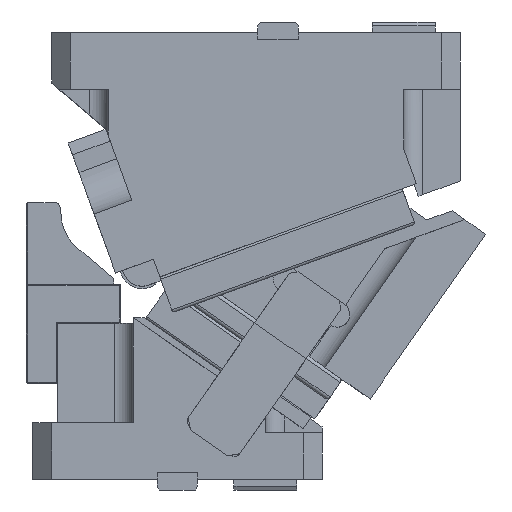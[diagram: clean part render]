
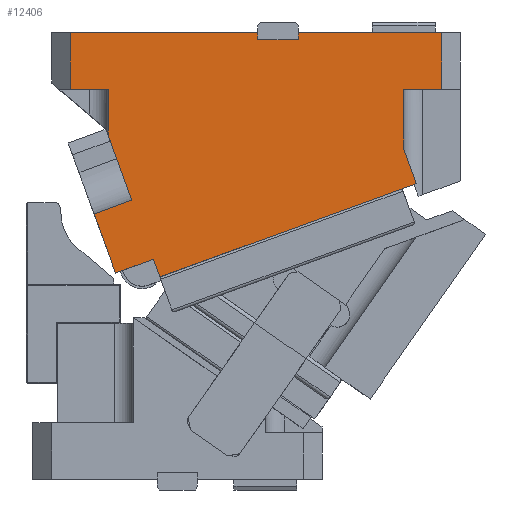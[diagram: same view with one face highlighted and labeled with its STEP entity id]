
A CAD part, front view. The second image highlights one B-rep face of the part: STEP entity #12406.
In plain terms, the highlighted planar face has unit normal (0, -1, 0).
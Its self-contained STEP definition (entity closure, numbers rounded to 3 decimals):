
#9947=CARTESIAN_POINT('Vertex',(78.828,-45.,221.905)) ;
#9950=CARTESIAN_POINT('Line Origine',(69.414,-45.,247.77)) ;
#9954=CARTESIAN_POINT('Vertex',(60.,-45.,273.636)) ;
#10788=CARTESIAN_POINT('Vertex',(295.,-45.,310.)) ;
#10791=CARTESIAN_POINT('Line Origine',(295.,-45.,286.222)) ;
#10795=CARTESIAN_POINT('Vertex',(295.,-45.,262.444)) ;
#11478=CARTESIAN_POINT('Vertex',(95.929,-45.,174.921)) ;
#11481=CARTESIAN_POINT('Line Origine',(80.895,-45.,169.448)) ;
#11485=CARTESIAN_POINT('Vertex',(65.86,-45.,163.976)) ;
#12270=CARTESIAN_POINT('Line Origine',(60.,-45.,291.818)) ;
#12274=CARTESIAN_POINT('Vertex',(60.,-45.,310.)) ;
#12289=CARTESIAN_POINT('Axis2P3D Location',(240.126,-45.,293.064)) ;
#12294=CARTESIAN_POINT('Line Origine',(268.,-45.,355.)) ;
#12298=CARTESIAN_POINT('Vertex',(211.,-45.,355.)) ;
#12300=CARTESIAN_POINT('Vertex',(325.,-45.,355.)) ;
#12303=CARTESIAN_POINT('Line Origine',(211.,-45.,352.25)) ;
#12307=CARTESIAN_POINT('Vertex',(211.,-45.,349.5)) ;
#12310=CARTESIAN_POINT('Line Origine',(195.,-45.,349.5)) ;
#12314=CARTESIAN_POINT('Vertex',(179.,-45.,349.5)) ;
#12317=CARTESIAN_POINT('Line Origine',(179.,-45.,352.25)) ;
#12321=CARTESIAN_POINT('Vertex',(179.,-45.,355.)) ;
#12324=CARTESIAN_POINT('Line Origine',(104.5,-45.,355.)) ;
#12328=CARTESIAN_POINT('Vertex',(30.,-45.,355.)) ;
#12331=CARTESIAN_POINT('Line Origine',(30.,-45.,332.5)) ;
#12335=CARTESIAN_POINT('Vertex',(30.,-45.,310.)) ;
#12338=CARTESIAN_POINT('Line Origine',(45.,-45.,310.)) ;
#12343=CARTESIAN_POINT('Line Origine',(63.794,-45.,216.433)) ;
#12347=CARTESIAN_POINT('Vertex',(48.759,-45.,210.961)) ;
#12350=CARTESIAN_POINT('Line Origine',(57.309,-45.,187.468)) ;
#12355=CARTESIAN_POINT('Line Origine',(98.495,-45.,167.873)) ;
#12359=CARTESIAN_POINT('Vertex',(101.06,-45.,160.825)) ;
#12362=CARTESIAN_POINT('Line Origine',(203.016,-45.,197.934)) ;
#12366=CARTESIAN_POINT('Vertex',(304.973,-45.,235.043)) ;
#12369=CARTESIAN_POINT('Line Origine',(299.987,-45.,248.744)) ;
#12374=CARTESIAN_POINT('Line Origine',(310.,-45.,310.)) ;
#12378=CARTESIAN_POINT('Vertex',(325.,-45.,310.)) ;
#12381=CARTESIAN_POINT('Line Origine',(325.,-45.,332.5)) ;
#9951=DIRECTION('Vector Direction',(0.342,0.,-0.94)) ;
#10792=DIRECTION('Vector Direction',(0.,0.,-1.)) ;
#11482=DIRECTION('Vector Direction',(0.94,0.,0.342)) ;
#12271=DIRECTION('Vector Direction',(0.,0.,1.)) ;
#12290=DIRECTION('Axis2P3D Direction',(0.,-1.,0.)) ;
#12291=DIRECTION('Axis2P3D XDirection',(1.,0.,0.)) ;
#12295=DIRECTION('Vector Direction',(1.,0.,0.)) ;
#12304=DIRECTION('Vector Direction',(0.,0.,1.)) ;
#12311=DIRECTION('Vector Direction',(-1.,0.,0.)) ;
#12318=DIRECTION('Vector Direction',(0.,0.,-1.)) ;
#12325=DIRECTION('Vector Direction',(1.,0.,0.)) ;
#12332=DIRECTION('Vector Direction',(0.,0.,-1.)) ;
#12339=DIRECTION('Vector Direction',(-1.,0.,0.)) ;
#12344=DIRECTION('Vector Direction',(0.94,0.,0.342)) ;
#12351=DIRECTION('Vector Direction',(0.342,0.,-0.94)) ;
#12356=DIRECTION('Vector Direction',(0.342,0.,-0.94)) ;
#12363=DIRECTION('Vector Direction',(-0.94,0.,-0.342)) ;
#12370=DIRECTION('Vector Direction',(0.342,0.,-0.94)) ;
#12375=DIRECTION('Vector Direction',(-1.,0.,0.)) ;
#12382=DIRECTION('Vector Direction',(0.,0.,1.)) ;
#12292=AXIS2_PLACEMENT_3D('Plane Axis2P3D',#12289,#12290,#12291) ;
#12387=ORIENTED_EDGE('',*,*,#12302,.F.) ;
#12388=ORIENTED_EDGE('',*,*,#12309,.F.) ;
#12389=ORIENTED_EDGE('',*,*,#12316,.T.) ;
#12390=ORIENTED_EDGE('',*,*,#12323,.F.) ;
#12391=ORIENTED_EDGE('',*,*,#12330,.F.) ;
#12392=ORIENTED_EDGE('',*,*,#12337,.F.) ;
#12393=ORIENTED_EDGE('',*,*,#12342,.F.) ;
#12394=ORIENTED_EDGE('',*,*,#12276,.F.) ;
#12395=ORIENTED_EDGE('',*,*,#9956,.F.) ;
#12396=ORIENTED_EDGE('',*,*,#12349,.F.) ;
#12397=ORIENTED_EDGE('',*,*,#12354,.T.) ;
#12398=ORIENTED_EDGE('',*,*,#11487,.F.) ;
#12399=ORIENTED_EDGE('',*,*,#12361,.F.) ;
#12400=ORIENTED_EDGE('',*,*,#12368,.F.) ;
#12401=ORIENTED_EDGE('',*,*,#12373,.F.) ;
#12402=ORIENTED_EDGE('',*,*,#10797,.F.) ;
#12403=ORIENTED_EDGE('',*,*,#12380,.F.) ;
#12404=ORIENTED_EDGE('',*,*,#12385,.F.) ;
#9952=VECTOR('Line Direction',#9951,1.) ;
#10793=VECTOR('Line Direction',#10792,1.) ;
#11483=VECTOR('Line Direction',#11482,1.) ;
#12272=VECTOR('Line Direction',#12271,1.) ;
#12296=VECTOR('Line Direction',#12295,1.) ;
#12305=VECTOR('Line Direction',#12304,1.) ;
#12312=VECTOR('Line Direction',#12311,1.) ;
#12319=VECTOR('Line Direction',#12318,1.) ;
#12326=VECTOR('Line Direction',#12325,1.) ;
#12333=VECTOR('Line Direction',#12332,1.) ;
#12340=VECTOR('Line Direction',#12339,1.) ;
#12345=VECTOR('Line Direction',#12344,1.) ;
#12352=VECTOR('Line Direction',#12351,1.) ;
#12357=VECTOR('Line Direction',#12356,1.) ;
#12364=VECTOR('Line Direction',#12363,1.) ;
#12371=VECTOR('Line Direction',#12370,1.) ;
#12376=VECTOR('Line Direction',#12375,1.) ;
#12383=VECTOR('Line Direction',#12382,1.) ;
#12406=ADVANCED_FACE('CAM HOLDER',(#12405),#12293,.T.) ;
#9956=EDGE_CURVE('',#9948,#9955,#9953,.F.) ;
#10797=EDGE_CURVE('',#10789,#10796,#10794,.T.) ;
#11487=EDGE_CURVE('',#11479,#11486,#11484,.F.) ;
#12276=EDGE_CURVE('',#9955,#12275,#12273,.T.) ;
#12302=EDGE_CURVE('',#12299,#12301,#12297,.T.) ;
#12309=EDGE_CURVE('',#12308,#12299,#12306,.T.) ;
#12316=EDGE_CURVE('',#12308,#12315,#12313,.T.) ;
#12323=EDGE_CURVE('',#12322,#12315,#12320,.T.) ;
#12330=EDGE_CURVE('',#12329,#12322,#12327,.T.) ;
#12337=EDGE_CURVE('',#12336,#12329,#12334,.F.) ;
#12342=EDGE_CURVE('',#12275,#12336,#12341,.T.) ;
#12349=EDGE_CURVE('',#12348,#9948,#12346,.T.) ;
#12354=EDGE_CURVE('',#12348,#11486,#12353,.T.) ;
#12361=EDGE_CURVE('',#12360,#11479,#12358,.F.) ;
#12368=EDGE_CURVE('',#12367,#12360,#12365,.T.) ;
#12373=EDGE_CURVE('',#10796,#12367,#12372,.T.) ;
#12380=EDGE_CURVE('',#12379,#10789,#12377,.T.) ;
#12385=EDGE_CURVE('',#12301,#12379,#12384,.F.) ;
#12386=EDGE_LOOP('',(#12387,#12388,#12389,#12390,#12391,#12392,#12393,#12394,#12395,#12396,#12397,#12398,#12399,#12400,#12401,#12402,#12403,#12404)) ;
#12405=FACE_OUTER_BOUND('',#12386,.T.) ;
#9953=LINE('Line',#9950,#9952) ;
#10794=LINE('Line',#10791,#10793) ;
#11484=LINE('Line',#11481,#11483) ;
#12273=LINE('Line',#12270,#12272) ;
#12297=LINE('Line',#12294,#12296) ;
#12306=LINE('Line',#12303,#12305) ;
#12313=LINE('Line',#12310,#12312) ;
#12320=LINE('Line',#12317,#12319) ;
#12327=LINE('Line',#12324,#12326) ;
#12334=LINE('Line',#12331,#12333) ;
#12341=LINE('Line',#12338,#12340) ;
#12346=LINE('Line',#12343,#12345) ;
#12353=LINE('Line',#12350,#12352) ;
#12358=LINE('Line',#12355,#12357) ;
#12365=LINE('Line',#12362,#12364) ;
#12372=LINE('Line',#12369,#12371) ;
#12377=LINE('Line',#12374,#12376) ;
#12384=LINE('Line',#12381,#12383) ;
#12293=PLANE('Plane',#12292) ;
#9948=VERTEX_POINT('',#9947) ;
#9955=VERTEX_POINT('',#9954) ;
#10789=VERTEX_POINT('',#10788) ;
#10796=VERTEX_POINT('',#10795) ;
#11479=VERTEX_POINT('',#11478) ;
#11486=VERTEX_POINT('',#11485) ;
#12275=VERTEX_POINT('',#12274) ;
#12299=VERTEX_POINT('',#12298) ;
#12301=VERTEX_POINT('',#12300) ;
#12308=VERTEX_POINT('',#12307) ;
#12315=VERTEX_POINT('',#12314) ;
#12322=VERTEX_POINT('',#12321) ;
#12329=VERTEX_POINT('',#12328) ;
#12336=VERTEX_POINT('',#12335) ;
#12348=VERTEX_POINT('',#12347) ;
#12360=VERTEX_POINT('',#12359) ;
#12367=VERTEX_POINT('',#12366) ;
#12379=VERTEX_POINT('',#12378) ;
